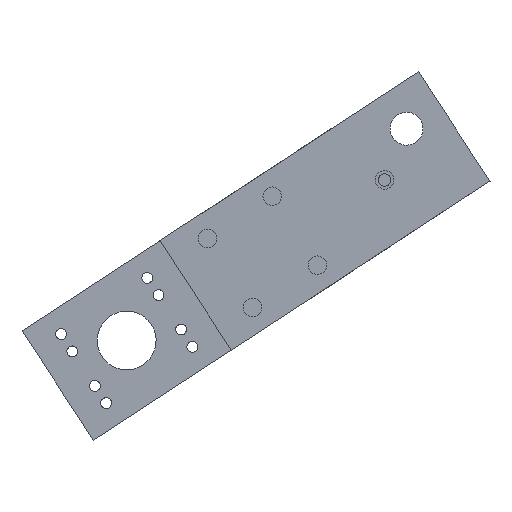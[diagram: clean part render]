
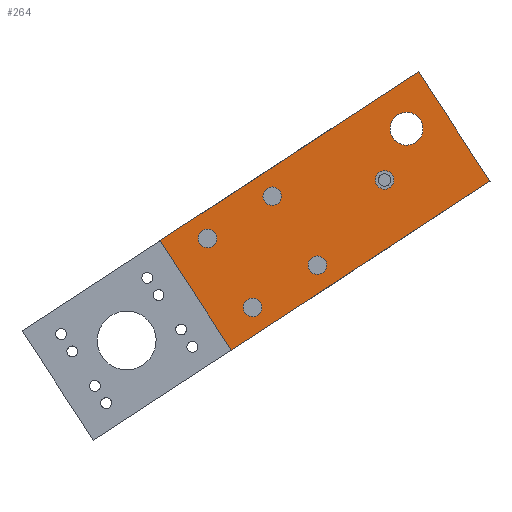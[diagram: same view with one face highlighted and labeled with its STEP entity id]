
A CAD part, front view. The second image highlights one B-rep face of the part: STEP entity #264.
In plain terms, the highlighted planar face has unit normal (0, -1, 0).
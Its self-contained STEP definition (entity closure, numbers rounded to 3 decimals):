
#185 = EDGE_CURVE ( 'NONE', #1985, #2133, #728, .T. ) ;
#194 = EDGE_CURVE ( 'NONE', #1946, #2123, #1536, .T. ) ;
#204 = EDGE_CURVE ( 'NONE', #2072, #2000, #1237, .T. ) ;
#208 = EDGE_CURVE ( 'NONE', #2123, #2164, #1246, .T. ) ;
#264 = ADVANCED_FACE ( 'NONE', ( #1599, #1603, #1605, #1607, #1574, #1601, #1604 ), #561, .F. ) ;
#303 = AXIS2_PLACEMENT_3D ( 'NONE', #2535, #2531, #2530 ) ;
#307 = AXIS2_PLACEMENT_3D ( 'NONE', #2486, #2472, #2477 ) ;
#308 = AXIS2_PLACEMENT_3D ( 'NONE', #2474, #2494, #2493 ) ;
#316 = AXIS2_PLACEMENT_3D ( 'NONE', #2555, #2618, #2622 ) ;
#317 = AXIS2_PLACEMENT_3D ( 'NONE', #2749, #2629, #2630 ) ;
#318 = AXIS2_PLACEMENT_3D ( 'NONE', #2661, #2550, #2553 ) ;
#321 = AXIS2_PLACEMENT_3D ( 'NONE', #2631, #2641, #2653 ) ;
#323 = AXIS2_PLACEMENT_3D ( 'NONE', #2738, #2813, #2925 ) ;
#324 = AXIS2_PLACEMENT_3D ( 'NONE', #2691, #2923, #2834 ) ;
#327 = AXIS2_PLACEMENT_3D ( 'NONE', #2475, #2488, #2487 ) ;
#401 = CARTESIAN_POINT ( 'NONE',  ( 0., 0., 0. ) ) ;
#424 = DIRECTION ( 'NONE',  ( 0., 1., 0. ) ) ;
#452 = CARTESIAN_POINT ( 'NONE',  ( 115., 0., -97.5 ) ) ;
#460 = CARTESIAN_POINT ( 'NONE',  ( 115., 0., -109.5 ) ) ;
#463 = CARTESIAN_POINT ( 'NONE',  ( 40., 0., -29.5 ) ) ;
#465 = CARTESIAN_POINT ( 'NONE',  ( 215., 0., -76. ) ) ;
#471 = CARTESIAN_POINT ( 'NONE',  ( 40., 0., -97.5 ) ) ;
#529 = CARTESIAN_POINT ( 'NONE',  ( -103.534, 0., 0. ) ) ;
#546 = CARTESIAN_POINT ( 'NONE',  ( 300., 0., 0. ) ) ;
#559 = CARTESIAN_POINT ( 'NONE',  ( -103.534, 0., -63.5 ) ) ;
#561 = PLANE ( 'NONE',  #3001 ) ;
#565 = CARTESIAN_POINT ( 'NONE',  ( 0., 0., -127. ) ) ;
#592 = CARTESIAN_POINT ( 'NONE',  ( 260., 0., -24. ) ) ;
#618 = CARTESIAN_POINT ( 'NONE',  ( 215., 0., -64. ) ) ;
#625 = CARTESIAN_POINT ( 'NONE',  ( 115., 0., -29.5 ) ) ;
#641 = CARTESIAN_POINT ( 'NONE',  ( 260., 0., -56. ) ) ;
#649 = DIRECTION ( 'NONE',  ( 0., 0., 1. ) ) ;
#658 = CARTESIAN_POINT ( 'NONE',  ( 40., 0., -109.5 ) ) ;
#670 = CARTESIAN_POINT ( 'NONE',  ( 115., 0., -17.5 ) ) ;
#671 = CARTESIAN_POINT ( 'NONE',  ( 300., 0., -127. ) ) ;
#676 = CARTESIAN_POINT ( 'NONE',  ( 40., 0., -17.5 ) ) ;
#700 = EDGE_LOOP ( 'NONE', ( #718, #790, #1063, #755 ) ) ;
#718 = ORIENTED_EDGE ( 'NONE', *, *, #194, .T. ) ;
#728 = CIRCLE ( 'NONE', #2454, 16. ) ;
#755 = ORIENTED_EDGE ( 'NONE', *, *, #2255, .F. ) ;
#786 = ORIENTED_EDGE ( 'NONE', *, *, #204, .T. ) ;
#790 = ORIENTED_EDGE ( 'NONE', *, *, #208, .T. ) ;
#817 = ORIENTED_EDGE ( 'NONE', *, *, #2278, .T. ) ;
#863 = EDGE_LOOP ( 'NONE', ( #1363, #1385 ) ) ;
#872 = ORIENTED_EDGE ( 'NONE', *, *, #2277, .T. ) ;
#880 = ORIENTED_EDGE ( 'NONE', *, *, #2307, .T. ) ;
#950 = EDGE_LOOP ( 'NONE', ( #1068, #786 ) ) ;
#972 = CIRCLE ( 'NONE', #303, 6. ) ;
#974 = VECTOR ( 'NONE', #2718, 1000. ) ;
#999 = LINE ( 'NONE', #529, #974 ) ;
#1013 = CIRCLE ( 'NONE', #308, 6. ) ;
#1041 = VECTOR ( 'NONE', #2819, 1000. ) ;
#1043 = LINE ( 'NONE', #2895, #1041 ) ;
#1044 = CIRCLE ( 'NONE', #307, 6. ) ;
#1054 = ORIENTED_EDGE ( 'NONE', *, *, #2312, .T. ) ;
#1063 = ORIENTED_EDGE ( 'NONE', *, *, #2280, .F. ) ;
#1065 = ORIENTED_EDGE ( 'NONE', *, *, #2297, .T. ) ;
#1068 = ORIENTED_EDGE ( 'NONE', *, *, #2305, .T. ) ;
#1111 = CIRCLE ( 'NONE', #317, 6. ) ;
#1132 = CIRCLE ( 'NONE', #318, 6. ) ;
#1220 = CIRCLE ( 'NONE', #323, 16. ) ;
#1222 = CIRCLE ( 'NONE', #324, 6. ) ;
#1228 = CIRCLE ( 'NONE', #327, 6. ) ;
#1232 = EDGE_LOOP ( 'NONE', ( #1458, #872 ) ) ;
#1237 = CIRCLE ( 'NONE', #2402, 6. ) ;
#1246 = LINE ( 'NONE', #2012, #1554 ) ;
#1262 = VECTOR ( 'NONE', #1908, 1000. ) ;
#1271 = EDGE_LOOP ( 'NONE', ( #1452, #880 ) ) ;
#1363 = ORIENTED_EDGE ( 'NONE', *, *, #2259, .T. ) ;
#1385 = ORIENTED_EDGE ( 'NONE', *, *, #2308, .T. ) ;
#1424 = ORIENTED_EDGE ( 'NONE', *, *, #2299, .T. ) ;
#1433 = EDGE_LOOP ( 'NONE', ( #1424, #817 ) ) ;
#1452 = ORIENTED_EDGE ( 'NONE', *, *, #185, .T. ) ;
#1458 = ORIENTED_EDGE ( 'NONE', *, *, #2293, .T. ) ;
#1486 = EDGE_LOOP ( 'NONE', ( #1065, #1054 ) ) ;
#1492 = CIRCLE ( 'NONE', #321, 6. ) ;
#1519 = CIRCLE ( 'NONE', #316, 6. ) ;
#1536 = LINE ( 'NONE', #2215, #1262 ) ;
#1554 = VECTOR ( 'NONE', #1894, 1000. ) ;
#1574 = FACE_BOUND ( 'NONE', #950, .T. ) ;
#1599 = FACE_BOUND ( 'NONE', #1232, .T. ) ;
#1601 = FACE_BOUND ( 'NONE', #1486, .T. ) ;
#1603 = FACE_BOUND ( 'NONE', #863, .T. ) ;
#1604 = FACE_BOUND ( 'NONE', #1433, .T. ) ;
#1605 = FACE_OUTER_BOUND ( 'NONE', #700, .T. ) ;
#1607 = FACE_BOUND ( 'NONE', #1271, .T. ) ;
#1880 = VERTEX_POINT ( 'NONE', #463 ) ;
#1894 = DIRECTION ( 'NONE',  ( 1., 0., 0. ) ) ;
#1897 = DIRECTION ( 'NONE',  ( 0., 0., 1. ) ) ;
#1908 = DIRECTION ( 'NONE',  ( 0., 0., -1. ) ) ;
#1917 = VERTEX_POINT ( 'NONE', #625 ) ;
#1946 = VERTEX_POINT ( 'NONE', #401 ) ;
#1952 = DIRECTION ( 'NONE',  ( 0., 1., 0. ) ) ;
#1981 = VERTEX_POINT ( 'NONE', #460 ) ;
#1985 = VERTEX_POINT ( 'NONE', #641 ) ;
#2000 = VERTEX_POINT ( 'NONE', #658 ) ;
#2012 = CARTESIAN_POINT ( 'NONE',  ( -103.534, 0., -127. ) ) ;
#2034 = VERTEX_POINT ( 'NONE', #670 ) ;
#2049 = VERTEX_POINT ( 'NONE', #618 ) ;
#2052 = VERTEX_POINT ( 'NONE', #452 ) ;
#2072 = VERTEX_POINT ( 'NONE', #471 ) ;
#2123 = VERTEX_POINT ( 'NONE', #565 ) ;
#2133 = VERTEX_POINT ( 'NONE', #592 ) ;
#2146 = VERTEX_POINT ( 'NONE', #546 ) ;
#2155 = CARTESIAN_POINT ( 'NONE',  ( 40., 0., -103.5 ) ) ;
#2164 = VERTEX_POINT ( 'NONE', #671 ) ;
#2195 = VERTEX_POINT ( 'NONE', #676 ) ;
#2202 = VERTEX_POINT ( 'NONE', #465 ) ;
#2215 = CARTESIAN_POINT ( 'NONE',  ( 0., 0., -63.5 ) ) ;
#2229 = CARTESIAN_POINT ( 'NONE',  ( 260., 0., -40. ) ) ;
#2238 = DIRECTION ( 'NONE',  ( 0., 1., 0. ) ) ;
#2240 = DIRECTION ( 'NONE',  ( 0., 0., 1. ) ) ;
#2255 = EDGE_CURVE ( 'NONE', #1946, #2146, #999, .T. ) ;
#2259 = EDGE_CURVE ( 'NONE', #1880, #2195, #972, .T. ) ;
#2277 = EDGE_CURVE ( 'NONE', #2202, #2049, #1044, .T. ) ;
#2278 = EDGE_CURVE ( 'NONE', #2034, #1917, #1013, .T. ) ;
#2280 = EDGE_CURVE ( 'NONE', #2146, #2164, #1043, .T. ) ;
#2293 = EDGE_CURVE ( 'NONE', #2049, #2202, #1519, .T. ) ;
#2297 = EDGE_CURVE ( 'NONE', #1981, #2052, #1132, .T. ) ;
#2299 = EDGE_CURVE ( 'NONE', #1917, #2034, #1111, .T. ) ;
#2305 = EDGE_CURVE ( 'NONE', #2000, #2072, #1492, .T. ) ;
#2307 = EDGE_CURVE ( 'NONE', #2133, #1985, #1220, .T. ) ;
#2308 = EDGE_CURVE ( 'NONE', #2195, #1880, #1222, .T. ) ;
#2312 = EDGE_CURVE ( 'NONE', #2052, #1981, #1228, .T. ) ;
#2402 = AXIS2_PLACEMENT_3D ( 'NONE', #2155, #1952, #1897 ) ;
#2454 = AXIS2_PLACEMENT_3D ( 'NONE', #2229, #2238, #2240 ) ;
#2472 = DIRECTION ( 'NONE',  ( 0., 1., 0. ) ) ;
#2474 = CARTESIAN_POINT ( 'NONE',  ( 115., 0., -23.5 ) ) ;
#2475 = CARTESIAN_POINT ( 'NONE',  ( 115., 0., -103.5 ) ) ;
#2477 = DIRECTION ( 'NONE',  ( 0., 0., 1. ) ) ;
#2486 = CARTESIAN_POINT ( 'NONE',  ( 215., 0., -70. ) ) ;
#2487 = DIRECTION ( 'NONE',  ( 0., 0., 1. ) ) ;
#2488 = DIRECTION ( 'NONE',  ( 0., 1., 0. ) ) ;
#2493 = DIRECTION ( 'NONE',  ( 0., 0., 1. ) ) ;
#2494 = DIRECTION ( 'NONE',  ( 0., 1., 0. ) ) ;
#2530 = DIRECTION ( 'NONE',  ( 0., 0., 1. ) ) ;
#2531 = DIRECTION ( 'NONE',  ( 0., 1., 0. ) ) ;
#2535 = CARTESIAN_POINT ( 'NONE',  ( 40., 0., -23.5 ) ) ;
#2550 = DIRECTION ( 'NONE',  ( 0., 1., 0. ) ) ;
#2553 = DIRECTION ( 'NONE',  ( 0., 0., 1. ) ) ;
#2555 = CARTESIAN_POINT ( 'NONE',  ( 215., 0., -70. ) ) ;
#2618 = DIRECTION ( 'NONE',  ( 0., 1., 0. ) ) ;
#2622 = DIRECTION ( 'NONE',  ( 0., 0., 1. ) ) ;
#2629 = DIRECTION ( 'NONE',  ( 0., 1., 0. ) ) ;
#2630 = DIRECTION ( 'NONE',  ( 0., 0., 1. ) ) ;
#2631 = CARTESIAN_POINT ( 'NONE',  ( 40., 0., -103.5 ) ) ;
#2641 = DIRECTION ( 'NONE',  ( 0., 1., 0. ) ) ;
#2653 = DIRECTION ( 'NONE',  ( 0., 0., 1. ) ) ;
#2661 = CARTESIAN_POINT ( 'NONE',  ( 115., 0., -103.5 ) ) ;
#2691 = CARTESIAN_POINT ( 'NONE',  ( 40., 0., -23.5 ) ) ;
#2718 = DIRECTION ( 'NONE',  ( 1., 0., 0. ) ) ;
#2738 = CARTESIAN_POINT ( 'NONE',  ( 260., 0., -40. ) ) ;
#2749 = CARTESIAN_POINT ( 'NONE',  ( 115., 0., -23.5 ) ) ;
#2813 = DIRECTION ( 'NONE',  ( 0., 1., 0. ) ) ;
#2819 = DIRECTION ( 'NONE',  ( 0., 0., -1. ) ) ;
#2834 = DIRECTION ( 'NONE',  ( 0., 0., 1. ) ) ;
#2895 = CARTESIAN_POINT ( 'NONE',  ( 300., 0., -63.5 ) ) ;
#2923 = DIRECTION ( 'NONE',  ( 0., 1., 0. ) ) ;
#2925 = DIRECTION ( 'NONE',  ( 0., 0., 1. ) ) ;
#3001 = AXIS2_PLACEMENT_3D ( 'NONE', #559, #424, #649 ) ;
